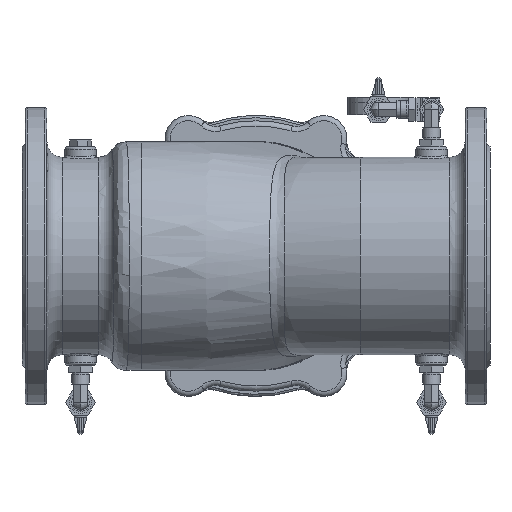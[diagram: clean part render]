
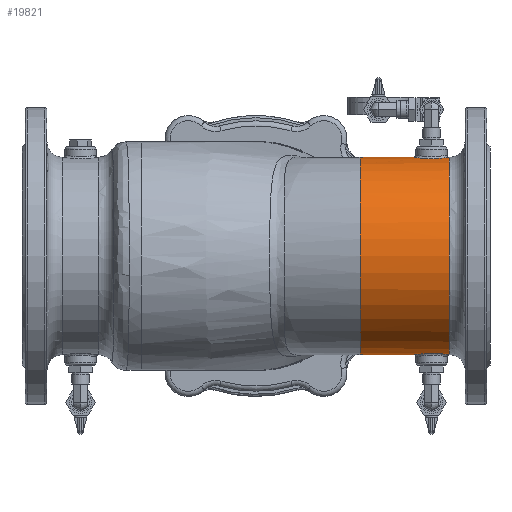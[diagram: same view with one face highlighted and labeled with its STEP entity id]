
A CAD part, front view. The second image highlights one B-rep face of the part: STEP entity #19821.
In plain terms, the highlighted cylindrical face has radius 95 mm (diameter 190 mm), a full revolution.
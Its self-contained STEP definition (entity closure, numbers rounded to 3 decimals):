
#702=FACE_BOUND('',#3396,.T.);
#703=FACE_BOUND('',#3397,.T.);
#888=B_SPLINE_CURVE_WITH_KNOTS('',3,(#29670,#29671,#29672,#29673,#29674,
#29675,#29676,#29677,#29678,#29679,#29680,#29681,#29682,#29683,#29684,#29685,
#29686,#29687),.UNSPECIFIED.,.T.,.F.,(4,1,1,1,1,1,1,1,1,1,1,1,1,1,1,4),
(-9.057,-8.41,-7.763,-6.9,
-6.469,-6.038,-5.175,-4.744,
-4.313,-3.881,-3.019,-2.588,
-1.941,-1.294,-0.647,0.),
 .UNSPECIFIED.);
#889=B_SPLINE_CURVE_WITH_KNOTS('',3,(#29691,#29692,#29693,#29694,#29695,
#29696,#29697,#29698,#29699,#29700),.UNSPECIFIED.,.F.,.F.,(4,1,1,1,1,1,
1,4),(-17.163,-14.711,-12.259,-9.808,
-7.356,-4.904,-2.452,0.),.UNSPECIFIED.);
#890=B_SPLINE_CURVE_WITH_KNOTS('',3,(#29710,#29711,#29712,#29713,#29714,
#29715,#29716,#29717,#29718,#29719,#29720,#29721,#29722,#29723,#29724,#29725,
#29726,#29727),.UNSPECIFIED.,.T.,.F.,(4,1,1,1,1,1,1,1,1,1,1,1,1,1,1,4),
(-9.057,-8.41,-7.763,-6.9,
-6.469,-5.607,-5.175,-4.744,
-4.313,-3.881,-3.45,-2.588,
-1.941,-1.294,-0.647,0.),
 .UNSPECIFIED.);
#2183=FACE_OUTER_BOUND('',#3395,.T.);
#3395=EDGE_LOOP('',(#13291,#13292,#13293,#13294,#13295,#13296,#13297));
#3396=EDGE_LOOP('',(#13298));
#3397=EDGE_LOOP('',(#13299));
#4638=LINE('',#29704,#5868);
#5868=VECTOR('',#23947,95.);
#7323=CIRCLE('',#21534,95.);
#7324=CIRCLE('',#21535,95.);
#7325=CIRCLE('',#21536,95.);
#7326=CIRCLE('',#21537,95.);
#8211=VERTEX_POINT('',#29644);
#8214=VERTEX_POINT('',#29689);
#8215=VERTEX_POINT('',#29690);
#8216=VERTEX_POINT('',#29701);
#8217=VERTEX_POINT('',#29703);
#8218=VERTEX_POINT('',#29705);
#8219=VERTEX_POINT('',#29709);
#10175=EDGE_CURVE('',#8211,#8211,#888,.T.);
#10176=EDGE_CURVE('',#8214,#8215,#889,.T.);
#10177=EDGE_CURVE('',#8214,#8216,#7323,.T.);
#10178=EDGE_CURVE('',#8216,#8217,#4638,.T.);
#10179=EDGE_CURVE('',#8218,#8217,#7324,.T.);
#10180=EDGE_CURVE('',#8217,#8218,#7325,.T.);
#10181=EDGE_CURVE('',#8216,#8215,#7326,.T.);
#10182=EDGE_CURVE('',#8219,#8219,#890,.T.);
#13291=ORIENTED_EDGE('',*,*,#10176,.F.);
#13292=ORIENTED_EDGE('',*,*,#10177,.T.);
#13293=ORIENTED_EDGE('',*,*,#10178,.T.);
#13294=ORIENTED_EDGE('',*,*,#10179,.F.);
#13295=ORIENTED_EDGE('',*,*,#10180,.F.);
#13296=ORIENTED_EDGE('',*,*,#10178,.F.);
#13297=ORIENTED_EDGE('',*,*,#10181,.T.);
#13298=ORIENTED_EDGE('',*,*,#10182,.F.);
#13299=ORIENTED_EDGE('',*,*,#10175,.F.);
#18606=CYLINDRICAL_SURFACE('',#21533,95.);
#19821=ADVANCED_FACE('',(#2183,#702,#703),#18606,.T.);
#21533=AXIS2_PLACEMENT_3D('',#29688,#23943,#23944);
#21534=AXIS2_PLACEMENT_3D('',#29702,#23945,#23946);
#21535=AXIS2_PLACEMENT_3D('',#29706,#23948,#23949);
#21536=AXIS2_PLACEMENT_3D('',#29707,#23950,#23951);
#21537=AXIS2_PLACEMENT_3D('',#29708,#23952,#23953);
#23943=DIRECTION('center_axis',(1.,0.,0.));
#23944=DIRECTION('ref_axis',(0.,1.,0.));
#23945=DIRECTION('center_axis',(1.,0.,0.));
#23946=DIRECTION('ref_axis',(0.,1.,0.));
#23947=DIRECTION('',(1.,0.,0.));
#23948=DIRECTION('center_axis',(1.,0.,0.));
#23949=DIRECTION('ref_axis',(0.,-1.,0.));
#23950=DIRECTION('center_axis',(1.,0.,0.));
#23951=DIRECTION('ref_axis',(0.,-1.,0.));
#23952=DIRECTION('center_axis',(1.,0.,0.));
#23953=DIRECTION('ref_axis',(0.,1.,0.));
#29644=CARTESIAN_POINT('',(369.75,16.649,93.53));
#29670=CARTESIAN_POINT('Ctrl Pts',(369.75,16.649,93.53));
#29671=CARTESIAN_POINT('Ctrl Pts',(367.202,16.649,93.53));
#29672=CARTESIAN_POINT('Ctrl Pts',(362.116,15.503,93.74));
#29673=CARTESIAN_POINT('Ctrl Pts',(355.324,10.215,94.541));
#29674=CARTESIAN_POINT('Ctrl Pts',(352.401,2.95,95.066));
#29675=CARTESIAN_POINT('Ctrl Pts',(352.933,-3.768,94.967));
#29676=CARTESIAN_POINT('Ctrl Pts',(355.43,-10.027,94.554));
#29677=CARTESIAN_POINT('Ctrl Pts',(360.608,-14.731,93.867));
#29678=CARTESIAN_POINT('Ctrl Pts',(367.175,-16.711,93.519));
#29679=CARTESIAN_POINT('Ctrl Pts',(372.325,-16.711,93.519));
#29680=CARTESIAN_POINT('Ctrl Pts',(378.895,-14.733,93.868));
#29681=CARTESIAN_POINT('Ctrl Pts',(384.063,-10.025,94.552));
#29682=CARTESIAN_POINT('Ctrl Pts',(386.886,-2.985,95.022));
#29683=CARTESIAN_POINT('Ctrl Pts',(386.891,3.841,95.023));
#29684=CARTESIAN_POINT('Ctrl Pts',(383.489,10.741,94.456));
#29685=CARTESIAN_POINT('Ctrl Pts',(377.39,15.505,93.744));
#29686=CARTESIAN_POINT('Ctrl Pts',(372.298,16.649,93.53));
#29687=CARTESIAN_POINT('Ctrl Pts',(369.75,16.649,93.53));
#29688=CARTESIAN_POINT('Origin',(402.,0.,0.));
#29689=CARTESIAN_POINT('',(301.,70.368,63.823));
#29690=CARTESIAN_POINT('',(301.,70.368,-63.823));
#29691=CARTESIAN_POINT('Ctrl Pts',(301.,70.368,63.823));
#29692=CARTESIAN_POINT('Ctrl Pts',(305.227,74.426,59.349));
#29693=CARTESIAN_POINT('Ctrl Pts',(312.934,81.96,49.325));
#29694=CARTESIAN_POINT('Ctrl Pts',(321.424,90.512,31.2));
#29695=CARTESIAN_POINT('Ctrl Pts',(325.977,95.195,10.706));
#29696=CARTESIAN_POINT('Ctrl Pts',(325.974,95.192,-10.703));
#29697=CARTESIAN_POINT('Ctrl Pts',(321.426,90.515,-31.199));
#29698=CARTESIAN_POINT('Ctrl Pts',(312.932,81.958,-49.328));
#29699=CARTESIAN_POINT('Ctrl Pts',(305.227,74.426,-59.349));
#29700=CARTESIAN_POINT('Ctrl Pts',(301.,70.368,-63.823));
#29701=CARTESIAN_POINT('',(301.,-95.,0.));
#29702=CARTESIAN_POINT('Origin',(301.,0.,0.));
#29703=CARTESIAN_POINT('',(387.,-95.,0.));
#29704=CARTESIAN_POINT('',(402.,-95.,0.));
#29705=CARTESIAN_POINT('',(387.,0.,95.));
#29706=CARTESIAN_POINT('Origin',(387.,0.,0.));
#29707=CARTESIAN_POINT('Origin',(387.,0.,0.));
#29708=CARTESIAN_POINT('Origin',(301.,0.,0.));
#29709=CARTESIAN_POINT('',(369.75,16.649,-93.53));
#29710=CARTESIAN_POINT('Ctrl Pts',(369.75,16.649,-93.53));
#29711=CARTESIAN_POINT('Ctrl Pts',(372.298,16.649,-93.53));
#29712=CARTESIAN_POINT('Ctrl Pts',(377.383,15.504,-93.74));
#29713=CARTESIAN_POINT('Ctrl Pts',(384.179,10.212,-94.542));
#29714=CARTESIAN_POINT('Ctrl Pts',(387.095,2.952,-95.064));
#29715=CARTESIAN_POINT('Ctrl Pts',(386.448,-5.457,-94.947));
#29716=CARTESIAN_POINT('Ctrl Pts',(382.908,-11.445,-94.356));
#29717=CARTESIAN_POINT('Ctrl Pts',(377.244,-15.221,-93.779));
#29718=CARTESIAN_POINT('Ctrl Pts',(372.329,-16.711,-93.519));
#29719=CARTESIAN_POINT('Ctrl Pts',(367.17,-16.712,-93.519));
#29720=CARTESIAN_POINT('Ctrl Pts',(362.256,-15.219,-93.78));
#29721=CARTESIAN_POINT('Ctrl Pts',(356.591,-11.45,-94.356));
#29722=CARTESIAN_POINT('Ctrl Pts',(352.603,-4.703,-95.026));
#29723=CARTESIAN_POINT('Ctrl Pts',(352.613,3.845,-95.021));
#29724=CARTESIAN_POINT('Ctrl Pts',(356.01,10.737,-94.455));
#29725=CARTESIAN_POINT('Ctrl Pts',(362.11,15.507,-93.743));
#29726=CARTESIAN_POINT('Ctrl Pts',(367.202,16.649,-93.53));
#29727=CARTESIAN_POINT('Ctrl Pts',(369.75,16.649,-93.53));
